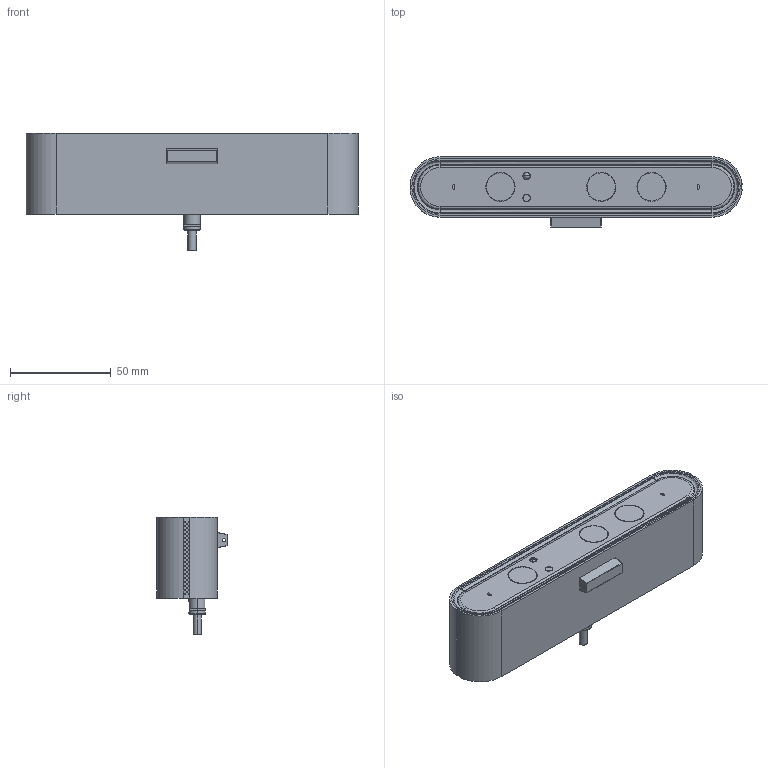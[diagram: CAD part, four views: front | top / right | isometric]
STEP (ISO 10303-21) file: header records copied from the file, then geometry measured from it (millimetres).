
FILE_DESCRIPTION (( 'STEP AP214' ), '1' );
FILE_NAME ('HEL-06-01006-00.step', '2023-07-26T13:47:30', ( '' ), ( '' ), 'SwSTEP 2.0', 'SolidWorks 2021', '' );
FILE_SCHEMA (( 'AUTOMOTIVE_DESIGN' ));
Length unit declared in the file: millimetre
Products named in the file (1): HEL-06-01006-00
Bounding box: 164.85 x 35 x 58.1 mm (x, y, z)
Volume: 182984 mm3; surface area: 27225.2 mm2
Topology: 5 solids, 5 shells, 618 faces, 1284 edges, 823 vertices
Faces by surface type: cylinder 311, plane 197, bspline 99, sphere 4, cone 4, torus 3
Entity records: 30961 total; most frequent: CARTESIAN_POINT 11181, DIRECTION 2672, ORIENTED_EDGE 2560, EDGE_CURVE 1280, AXIS2_PLACEMENT_3D 1141, VERTEX_POINT 821, EDGE_LOOP 769, UNCERTAINTY_MEASURE_WITH_UNIT 625
